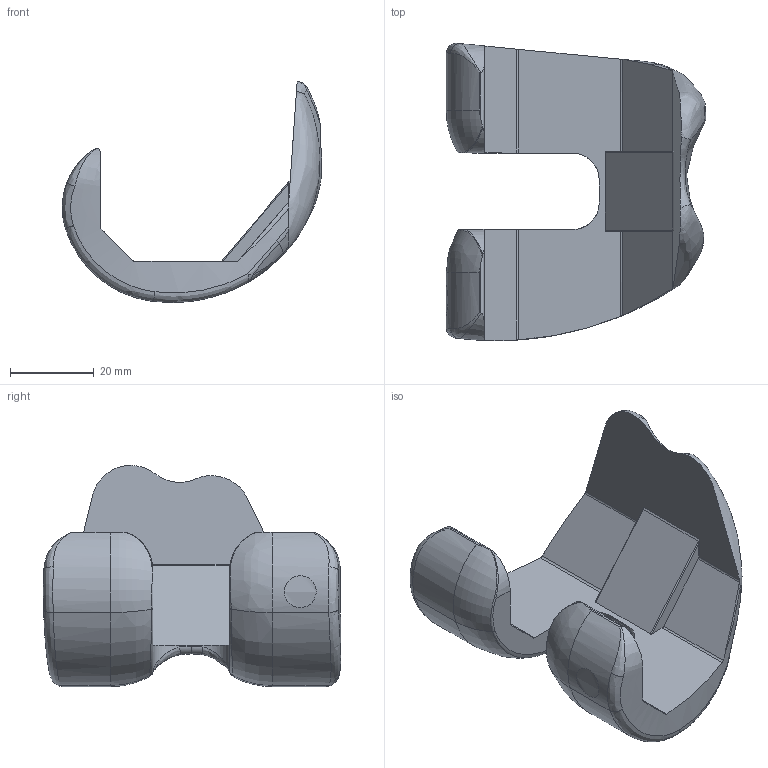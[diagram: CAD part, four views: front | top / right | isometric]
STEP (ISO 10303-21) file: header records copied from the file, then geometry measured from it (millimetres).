
FILE_DESCRIPTION(('STEP AP214'),'1');
FILE_NAME('Knee Femoral Component - ASTM F3161-16.stp','2019-06-18T08:02:28',(' '),(' '),'Spatial InterOp 3D',' ',' ');
FILE_SCHEMA(('AUTOMOTIVE_DESIGN { 1 0 10303 214 1 1 1 1 }'));
Length unit declared in the file: metre
Products named in the file (4): ASTM 3161-16 KneeFemCompCADModel Simplified; ASTM 3161-16 KneeFemCompCADModel; Knee Femoral Component - ASTM F3161-16
Assembly tree (3 placements, depth 4):
  Knee Femoral Component - ASTM F3161-16
    Knee Femoral Component - ASTM F3161-16
      ASTM 3161-16 KneeFemCompCADModel Simplified
        ASTM 3161-16 KneeFemCompCADModel
Bounding box: 61.95 x 70.98 x 52.81 mm (x, y, z)
Volume: 35877.8 mm3; surface area: 13376.1 mm2
Topology: 1 solids, 1 shells, 106 faces, 308 edges, 204 vertices
Faces by surface type: bspline 45, cylinder 34, plane 20, revolution 7
Entity records: 13875 total; most frequent: CARTESIAN_POINT 11418, ORIENTED_EDGE 614, DIRECTION 310, EDGE_CURVE 307, VERTEX_POINT 204, B_SPLINE_CURVE_WITH_KNOTS 179, AXIS2_PLACEMENT_3D 113, EDGE_LOOP 107
